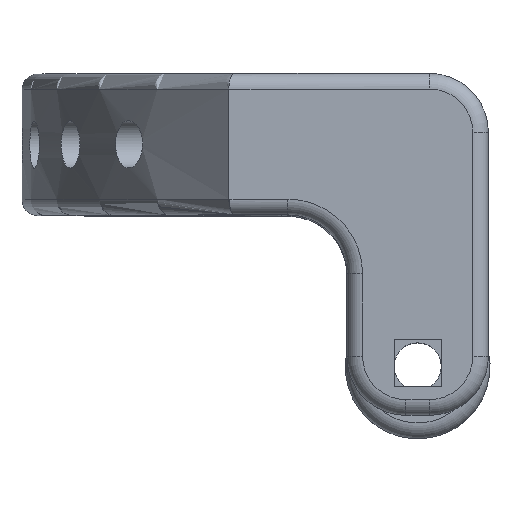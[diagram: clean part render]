
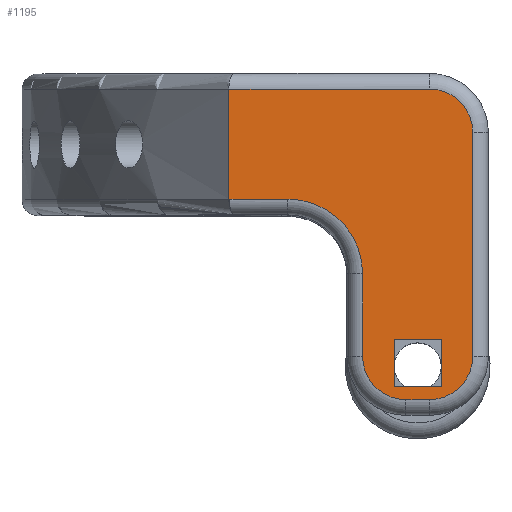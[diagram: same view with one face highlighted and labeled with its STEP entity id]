
A CAD part, top view. The second image highlights one B-rep face of the part: STEP entity #1195.
In plain terms, the highlighted planar face has unit normal (0, 0, 1).
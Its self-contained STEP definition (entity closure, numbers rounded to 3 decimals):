
#17=FACE_BOUND('',#189,.T.);
#44=PLANE('',#1345);
#118=FACE_OUTER_BOUND('',#188,.T.);
#188=EDGE_LOOP('',(#987,#988,#989,#990,#991,#992,#993,#994,#995,#996));
#189=EDGE_LOOP('',(#997,#998,#999,#1000));
#301=CIRCLE('',#1312,2.75);
#304=CIRCLE('',#1317,2.75);
#307=CIRCLE('',#1322,2.75);
#310=CIRCLE('',#1327,4.75);
#357=LINE('',#1854,#431);
#360=LINE('',#1859,#434);
#374=LINE('',#2005,#448);
#375=LINE('',#2014,#449);
#376=LINE('',#2022,#450);
#377=LINE('',#2030,#451);
#378=LINE('',#2037,#452);
#383=LINE('',#2118,#457);
#384=LINE('',#2120,#458);
#385=LINE('',#2121,#459);
#431=VECTOR('',#1489,15.);
#434=VECTOR('',#1494,15.);
#448=VECTOR('',#1568,10.);
#449=VECTOR('',#1581,10.);
#450=VECTOR('',#1592,10.);
#451=VECTOR('',#1603,10.);
#452=VECTOR('',#1612,10.);
#457=VECTOR('',#1651,15.);
#458=VECTOR('',#1652,15.);
#459=VECTOR('',#1653,15.);
#512=VERTEX_POINT('',#1851);
#513=VERTEX_POINT('',#1853);
#514=VERTEX_POINT('',#1857);
#533=VERTEX_POINT('',#1973);
#534=VERTEX_POINT('',#2004);
#535=VERTEX_POINT('',#2008);
#536=VERTEX_POINT('',#2012);
#537=VERTEX_POINT('',#2016);
#538=VERTEX_POINT('',#2020);
#539=VERTEX_POINT('',#2024);
#540=VERTEX_POINT('',#2028);
#541=VERTEX_POINT('',#2032);
#542=VERTEX_POINT('',#2036);
#550=VERTEX_POINT('',#2119);
#641=EDGE_CURVE('',#513,#512,#357,.T.);
#644=EDGE_CURVE('',#512,#514,#360,.T.);
#679=EDGE_CURVE('',#533,#534,#374,.T.);
#682=EDGE_CURVE('',#534,#535,#301,.T.);
#684=EDGE_CURVE('',#535,#536,#375,.T.);
#686=EDGE_CURVE('',#536,#537,#304,.T.);
#688=EDGE_CURVE('',#537,#538,#376,.T.);
#690=EDGE_CURVE('',#538,#539,#307,.T.);
#692=EDGE_CURVE('',#539,#540,#377,.T.);
#694=EDGE_CURVE('',#540,#541,#310,.T.);
#695=EDGE_CURVE('',#541,#542,#378,.T.);
#712=EDGE_CURVE('',#542,#533,#383,.T.);
#713=EDGE_CURVE('',#514,#550,#384,.T.);
#714=EDGE_CURVE('',#550,#513,#385,.T.);
#987=ORIENTED_EDGE('',*,*,#695,.F.);
#988=ORIENTED_EDGE('',*,*,#694,.F.);
#989=ORIENTED_EDGE('',*,*,#692,.F.);
#990=ORIENTED_EDGE('',*,*,#690,.F.);
#991=ORIENTED_EDGE('',*,*,#688,.F.);
#992=ORIENTED_EDGE('',*,*,#686,.F.);
#993=ORIENTED_EDGE('',*,*,#684,.F.);
#994=ORIENTED_EDGE('',*,*,#682,.F.);
#995=ORIENTED_EDGE('',*,*,#679,.F.);
#996=ORIENTED_EDGE('',*,*,#712,.F.);
#997=ORIENTED_EDGE('',*,*,#713,.T.);
#998=ORIENTED_EDGE('',*,*,#714,.T.);
#999=ORIENTED_EDGE('',*,*,#641,.T.);
#1000=ORIENTED_EDGE('',*,*,#644,.T.);
#1195=ADVANCED_FACE('',(#118,#17),#44,.T.);
#1312=AXIS2_PLACEMENT_3D('',#2010,#1575,#1576);
#1317=AXIS2_PLACEMENT_3D('',#2018,#1586,#1587);
#1322=AXIS2_PLACEMENT_3D('',#2026,#1597,#1598);
#1327=AXIS2_PLACEMENT_3D('',#2034,#1608,#1609);
#1345=AXIS2_PLACEMENT_3D('',#2117,#1649,#1650);
#1489=DIRECTION('',(0.,-1.,0.));
#1494=DIRECTION('',(-1.,0.,0.));
#1568=DIRECTION('',(1.,0.,0.));
#1575=DIRECTION('center_axis',(0.,0.,-1.));
#1576=DIRECTION('ref_axis',(0.707,0.707,0.));
#1581=DIRECTION('',(0.,-1.,0.));
#1586=DIRECTION('center_axis',(0.,0.,-1.));
#1587=DIRECTION('ref_axis',(0.707,-0.707,0.));
#1592=DIRECTION('',(-1.,0.,0.));
#1597=DIRECTION('center_axis',(0.,0.,-1.));
#1598=DIRECTION('ref_axis',(-0.707,-0.707,0.));
#1603=DIRECTION('',(0.,1.,0.));
#1608=DIRECTION('center_axis',(0.,0.,1.));
#1609=DIRECTION('ref_axis',(0.707,0.707,0.));
#1612=DIRECTION('',(-1.,0.,0.));
#1649=DIRECTION('center_axis',(0.,0.,1.));
#1650=DIRECTION('ref_axis',(1.,0.,0.));
#1651=DIRECTION('',(0.,1.,0.));
#1652=DIRECTION('',(0.,1.,0.));
#1653=DIRECTION('',(1.,0.,0.));
#1851=CARTESIAN_POINT('',(-10.84,-15.398,28.527));
#1853=CARTESIAN_POINT('',(-10.84,-12.398,28.527));
#1854=CARTESIAN_POINT('',(-10.84,-6.199,28.527));
#1857=CARTESIAN_POINT('',(-13.84,-15.398,28.527));
#1859=CARTESIAN_POINT('',(-17.59,-15.398,28.527));
#1973=CARTESIAN_POINT('',(-24.34,3.5,28.527));
#2004=CARTESIAN_POINT('',(-11.59,3.5,28.527));
#2005=CARTESIAN_POINT('',(-27.63,3.5,28.527));
#2008=CARTESIAN_POINT('',(-8.84,0.75,28.527));
#2010=CARTESIAN_POINT('Origin',(-11.59,0.75,28.527));
#2012=CARTESIAN_POINT('',(-8.84,-13.5,28.527));
#2014=CARTESIAN_POINT('',(-8.84,0.,28.527));
#2016=CARTESIAN_POINT('',(-11.59,-16.25,28.527));
#2018=CARTESIAN_POINT('Origin',(-11.59,-13.5,28.527));
#2020=CARTESIAN_POINT('',(-13.09,-16.25,28.527));
#2022=CARTESIAN_POINT('',(-16.09,-16.25,28.527));
#2024=CARTESIAN_POINT('',(-15.84,-13.5,28.527));
#2026=CARTESIAN_POINT('Origin',(-13.09,-13.5,28.527));
#2028=CARTESIAN_POINT('',(-15.84,-8.25,28.527));
#2030=CARTESIAN_POINT('',(-15.84,-8.625,28.527));
#2032=CARTESIAN_POINT('',(-20.59,-3.5,28.527));
#2034=CARTESIAN_POINT('Origin',(-20.59,-8.25,28.527));
#2036=CARTESIAN_POINT('',(-24.34,-3.5,28.527));
#2037=CARTESIAN_POINT('',(-27.63,-3.5,28.527));
#2117=CARTESIAN_POINT('Origin',(-24.34,0.,28.527));
#2118=CARTESIAN_POINT('',(-24.34,0.,28.527));
#2119=CARTESIAN_POINT('',(-13.84,-12.398,28.527));
#2120=CARTESIAN_POINT('',(-13.84,-7.699,28.527));
#2121=CARTESIAN_POINT('',(-19.09,-12.398,28.527));
